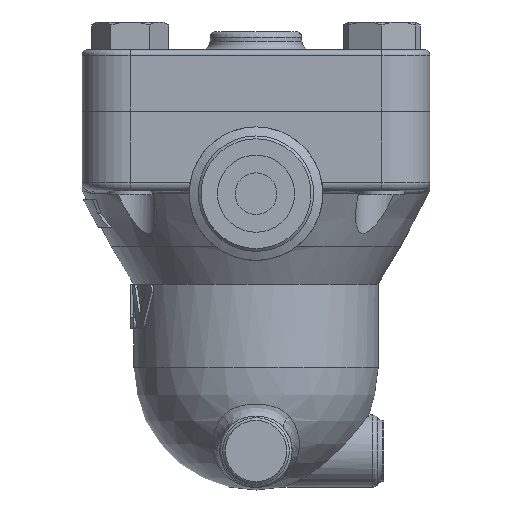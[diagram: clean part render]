
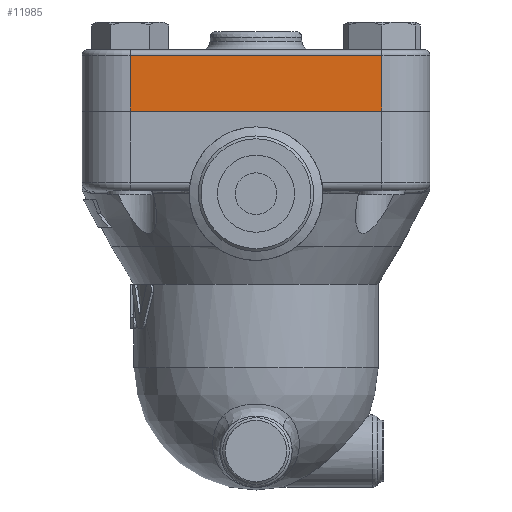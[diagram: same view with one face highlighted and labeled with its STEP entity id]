
A CAD part, left-side view. The second image highlights one B-rep face of the part: STEP entity #11985.
In plain terms, the highlighted planar face has unit normal (-1, 0, 0).
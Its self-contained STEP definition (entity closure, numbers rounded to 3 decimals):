
#11604=CARTESIAN_POINT('',(-62.5,-45.255,20.2));
#11605=VERTEX_POINT('',#11604);
#11656=CARTESIAN_POINT('',(-62.5,45.255,20.2));
#11657=VERTEX_POINT('',#11656);
#11665=CARTESIAN_POINT('',(-62.5,45.255,20.2));
#11666=DIRECTION('',(0.0,-1.0,0.0));
#11667=VECTOR('',#11666,90.51);
#11668=LINE('',#11665,#11667);
#11669=EDGE_CURVE('',#11657,#11605,#11668,.T.);
#11902=CARTESIAN_POINT('',(-62.5,-45.255,0.2));
#11903=VERTEX_POINT('',#11902);
#11911=CARTESIAN_POINT('',(-62.5,45.255,0.2));
#11912=VERTEX_POINT('',#11911);
#11913=CARTESIAN_POINT('',(-62.5,45.255,0.2));
#11914=DIRECTION('',(0.0,-1.0,0.0));
#11915=VECTOR('',#11914,90.51);
#11916=LINE('',#11913,#11915);
#11917=EDGE_CURVE('',#11912,#11903,#11916,.T.);
#11958=CARTESIAN_POINT('',(-62.5,-45.255,0.2));
#11959=DIRECTION('',(0.0,0.0,1.0));
#11960=VECTOR('',#11959,20.0);
#11961=LINE('',#11958,#11960);
#11962=EDGE_CURVE('',#11903,#11605,#11961,.T.);
#11969=CARTESIAN_POINT('',(-62.5,-45.255,0.2));
#11970=DIRECTION('',(-1.0,0.0,0.0));
#11971=DIRECTION('',(0.0,0.0,1.0));
#11972=AXIS2_PLACEMENT_3D('',#11969,#11970,#11971);
#11973=PLANE('',#11972);
#11974=ORIENTED_EDGE('',*,*,#11669,.F.);
#11975=CARTESIAN_POINT('',(-62.5,45.255,0.2));
#11976=DIRECTION('',(0.0,0.0,1.0));
#11977=VECTOR('',#11976,20.0);
#11978=LINE('',#11975,#11977);
#11979=EDGE_CURVE('',#11912,#11657,#11978,.T.);
#11980=ORIENTED_EDGE('',*,*,#11979,.F.);
#11981=ORIENTED_EDGE('',*,*,#11917,.T.);
#11982=ORIENTED_EDGE('',*,*,#11962,.T.);
#11983=EDGE_LOOP('',(#11974,#11980,#11981,#11982));
#11984=FACE_OUTER_BOUND('',#11983,.T.);
#11985=ADVANCED_FACE('',(#11984),#11973,.T.);
